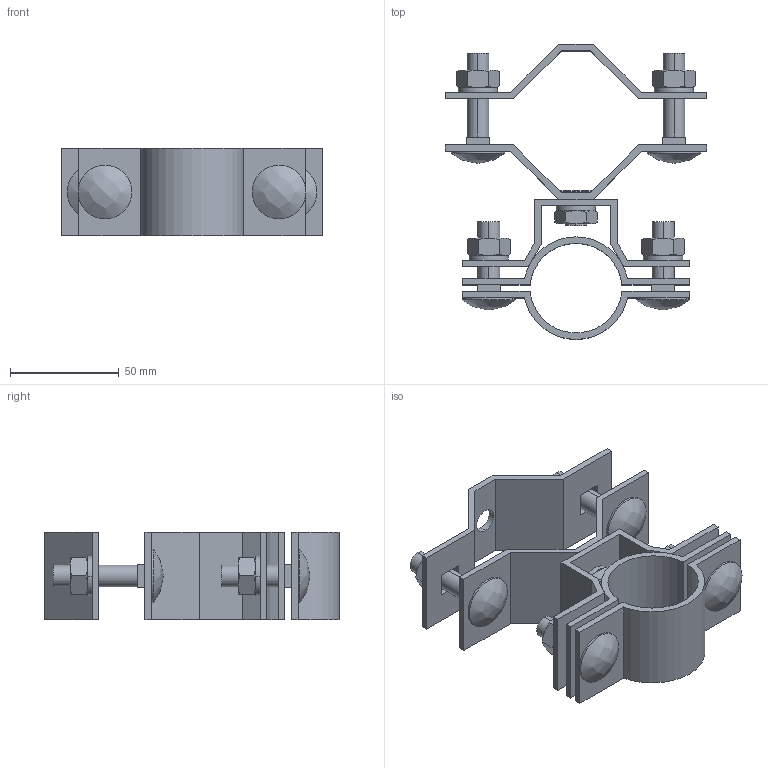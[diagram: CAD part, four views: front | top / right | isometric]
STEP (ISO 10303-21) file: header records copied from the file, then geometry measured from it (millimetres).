
FILE_DESCRIPTION (( 'STEP AP214' ), '1' );
FILE_NAME ('5408960.stp', '2020-06-24T13:55:09', ( '' ), ( '' ), 'SwSTEP 2.0', 'SolidWorks 2018', '' );
FILE_SCHEMA (( 'AUTOMOTIVE_DESIGN' ));
Length unit declared in the file: millimetre
Products named in the file (11): Schraube_M_10x16_DIN_7991; Halbschale-Oberteil; Mutter_M_10_DIN_934; Flachrundschraube_DIN_603_M10_x_45; Schellenunterteil; Schale-Unterteil; 5408960; Mutter_M_M10_DIN_936; Federring_DIN_127-A10_7_1.1; Schellenoberteil; Flachrundschraube_DIN_603_M10_x_35.2
Assembly tree (20 placements, depth 2):
  5408960
    Schellenoberteil
    Schraube_M_10x16_DIN_7991
    Flachrundschraube_DIN_603_M10_x_45  x2
    Schale-Unterteil  x2
    Halbschale-Oberteil
    Mutter_M_M10_DIN_936
    Federring_DIN_127-A10_7_1.1  x5
    Flachrundschraube_DIN_603_M10_x_35.2  x2
    Mutter_M_10_DIN_934  x4
    Schellenunterteil
Bounding box: 120 x 135.46 x 40 mm (x, y, z)
Volume: 106491.9 mm3; surface area: 76339 mm2
Topology: 20 solids, 20 shells, 339 faces, 800 edges, 509 vertices
Faces by surface type: plane 204, cone 73, cylinder 58, bspline 4
Entity records: 8512 total; most frequent: CARTESIAN_POINT 1299, ORIENTED_EDGE 952, DIRECTION 929, EDGE_CURVE 476, VECTOR 335, LINE 335, VERTEX_POINT 307, AXIS2_PLACEMENT_3D 297
